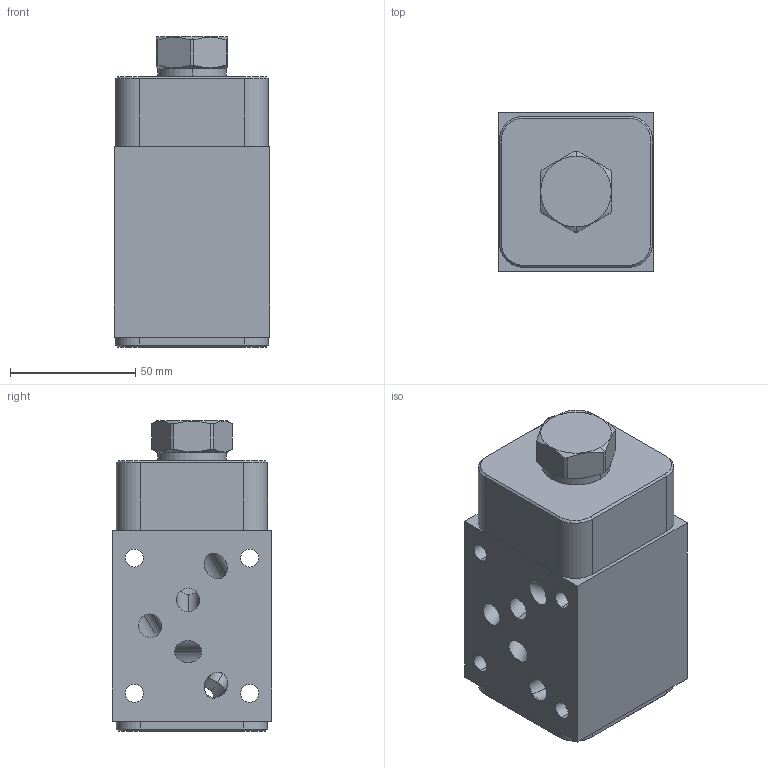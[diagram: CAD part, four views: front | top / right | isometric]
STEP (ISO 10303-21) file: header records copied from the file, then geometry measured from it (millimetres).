
FILE_DESCRIPTION((''),'2;1');
FILE_NAME('BB5_ASM','2019-08-05T',('ProEService'),(''),'PRO/ENGINEER BY PARAMETRIC TECHNOLOGY CORPORATION, 2014200','PRO/ENGINEER BY PARAMETRIC TECHNOLOGY CORPORATION, 2014200','');
FILE_SCHEMA(('CONFIG_CONTROL_DESIGN'));
Length unit declared in the file: inch
Products named in the file (5): 150-196; CXEDXAN; 500-001-014; 700-001; BB5_ASM
Assembly tree (4 placements, depth 2):
  BB5_ASM
    150-196
    CXEDXAN
    500-001-014
    700-001
Bounding box: 61.93 x 63.5 x 123.83 mm (x, y, z)
Volume: 356701.5 mm3; surface area: 65608.5 mm2
Topology: 4 solids, 5 shells, 312 faces, 1265 edges, 1119 vertices
Faces by surface type: cylinder 140, plane 71, cone 48, torus 26, sphere 19, revolution 8
Entity records: 15859 total; most frequent: CARTESIAN_POINT 5807, DIRECTION 2055, ORIENTED_EDGE 1550, EDGE_CURVE 775, VECTOR 757, LINE 757, AXIS2_PLACEMENT_3D 645, VERTEX_POINT 483
